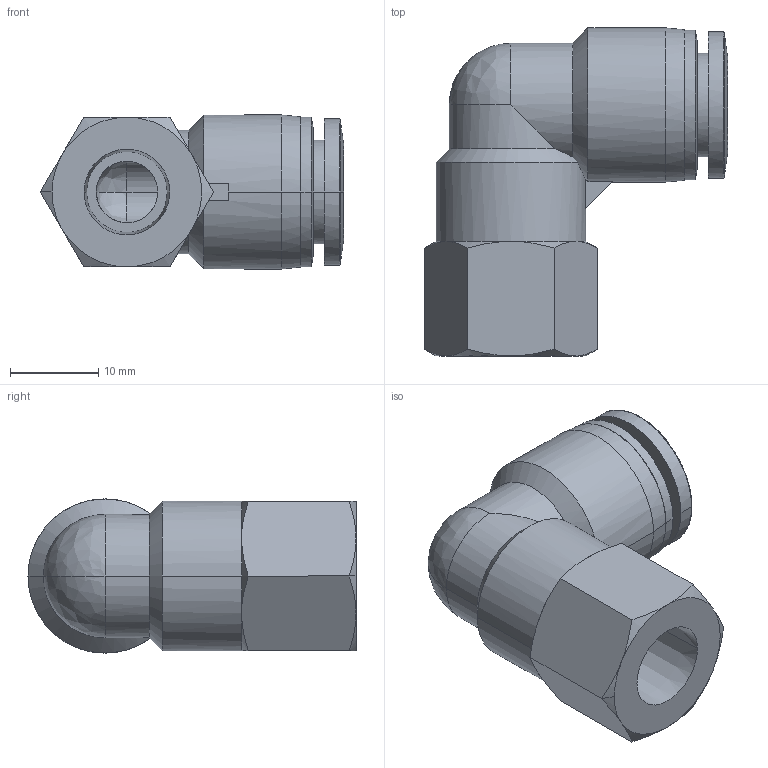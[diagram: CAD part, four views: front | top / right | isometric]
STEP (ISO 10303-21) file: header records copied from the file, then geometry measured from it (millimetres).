
FILE_DESCRIPTION (( 'STEP AP214' ), '1' );
FILE_NAME ('FE10M-18R.step', '2016-02-24T20:32:57', ( '' ), ( '' ), 'SwSTEP 2.0', 'SolidWorks 2015', '' );
FILE_SCHEMA (( 'AUTOMOTIVE_DESIGN' ));
Length unit declared in the file: inch
Products named in the file (1): FE10M-18R
Bounding box: 34.41 x 37.25 x 17.5 mm (x, y, z)
Volume: 7965.2 mm3; surface area: 4778.9 mm2
Topology: 1 solids, 1 shells, 69 faces, 162 edges, 96 vertices
Faces by surface type: cone 25, cylinder 20, plane 16, bspline 6, torus 2
Entity records: 4232 total; most frequent: CARTESIAN_POINT 1856, ORIENTED_EDGE 316, DIRECTION 269, EDGE_CURVE 158, AXIS2_PLACEMENT_3D 114, VERTEX_POINT 96, EDGE_LOOP 76, DIMENSIONAL_EXPONENTS 72
